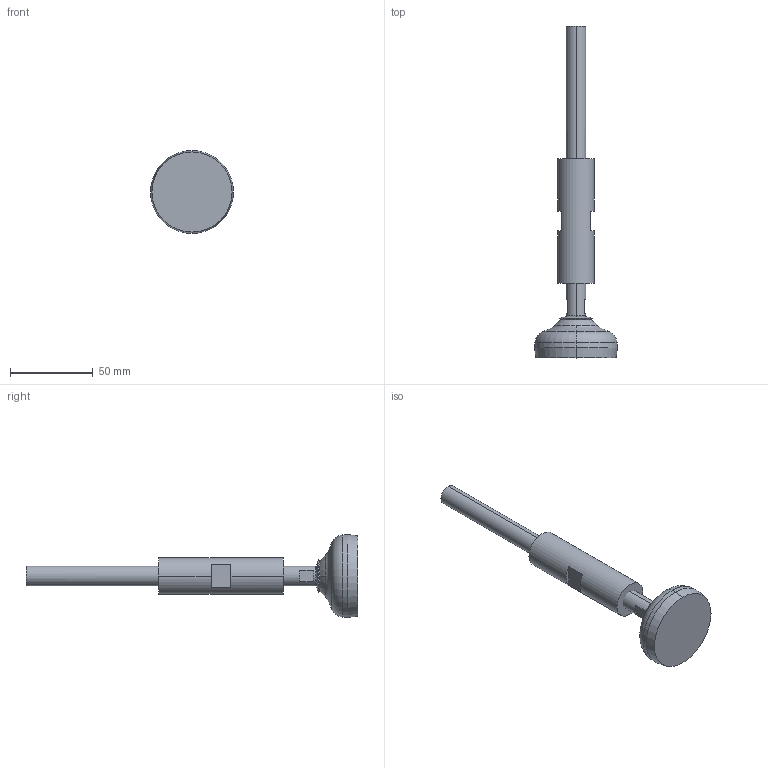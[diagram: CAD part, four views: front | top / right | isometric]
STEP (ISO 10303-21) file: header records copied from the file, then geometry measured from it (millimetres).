
FILE_DESCRIPTION (( 'STEP AP203' ), '1' );
FILE_NAME ('EHLFx0 - HLF50LC-M12-L175-W.STEP', '2024-08-30T13:02:11', ( '' ), ( '' ), 'SwSTEP 2.0', 'SolidWorks 2024', '' );
FILE_SCHEMA (( 'CONFIG_CONTROL_DESIGN' ));
Length unit declared in the file: millimetre
Products named in the file (1): EHLFx0 - HLF50LC-M12-L175-W
Bounding box: 50 x 200 x 50 mm (x, y, z)
Volume: 81412.9 mm3; surface area: 19138 mm2
Topology: 3 solids, 3 shells, 44 faces, 98 edges, 62 vertices
Faces by surface type: plane 18, cone 10, cylinder 6, torus 6, sphere 4
Entity records: 1323 total; most frequent: DIRECTION 252, CARTESIAN_POINT 205, ORIENTED_EDGE 196, AXIS2_PLACEMENT_3D 109, EDGE_CURVE 98, CIRCLE 64, VERTEX_POINT 62, EDGE_LOOP 48
